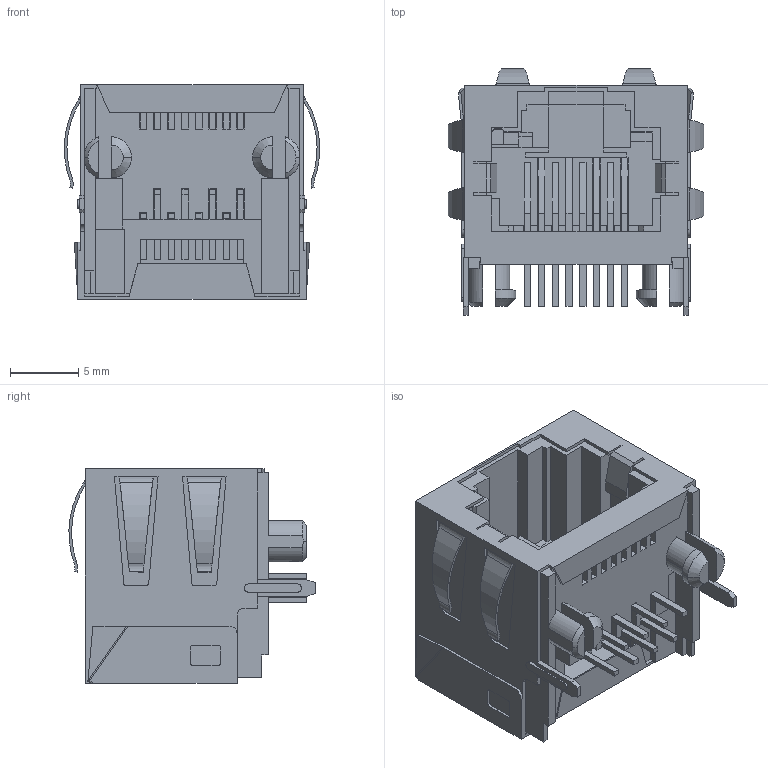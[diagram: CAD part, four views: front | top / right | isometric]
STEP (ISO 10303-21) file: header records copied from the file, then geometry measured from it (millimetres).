
FILE_DESCRIPTION(('STEP AP242'),'1');
FILE_NAME('0446200002.stp','2025-01-21T21:35:57',('TraceParts'),('TraceParts S.A.'),'Spatial InterOp 3D',' ',' ');
FILE_SCHEMA(('AP242_MANAGED_MODEL_BASED_3D_ENGINEERING_MIM_LF {1 0 10303 442 1 1 4}'));
Length unit declared in the file: millimetre
Products named in the file (1): 0446200002_1
Bounding box: 18.77 x 18.09 x 15.75 mm (x, y, z)
Volume: 1984.9 mm3; surface area: 3293.2 mm2
Topology: 1 solids, 1 shells, 712 faces, 2046 edges, 1347 vertices
Faces by surface type: plane 582, cylinder 84, bspline 36, cone 8, torus 2
Entity records: 23883 total; most frequent: CARTESIAN_POINT 5369, ORIENTED_EDGE 4044, DIRECTION 3439, EDGE_CURVE 2022, LINE 1825, VECTOR 1825, VERTEX_POINT 1299, AXIS2_PLACEMENT_3D 807
